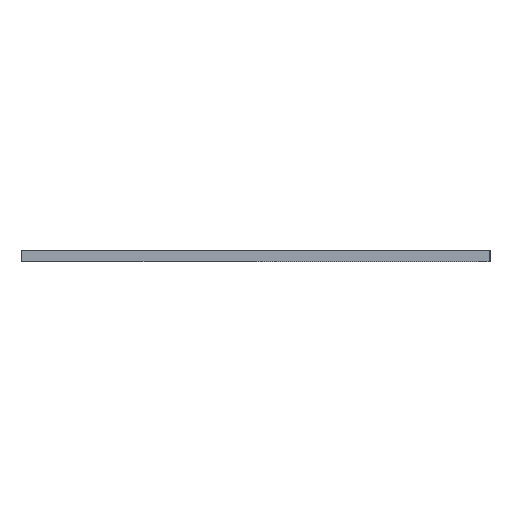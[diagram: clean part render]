
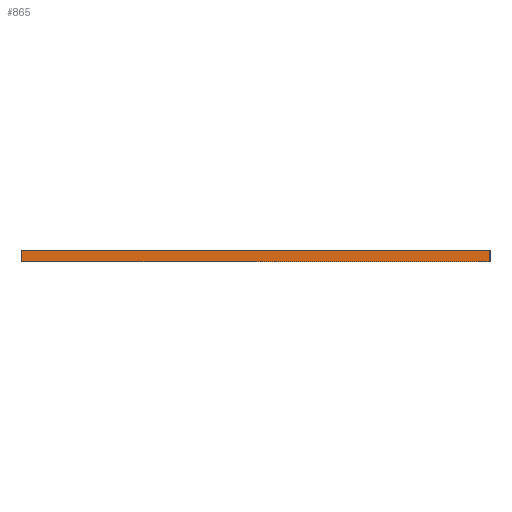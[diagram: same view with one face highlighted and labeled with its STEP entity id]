
A CAD part, left-side view. The second image highlights one B-rep face of the part: STEP entity #865.
In plain terms, the highlighted planar face has unit normal (-1, 0, 0).
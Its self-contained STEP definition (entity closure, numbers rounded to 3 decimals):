
#121=FACE_OUTER_BOUND('',#163,.T.);
#163=EDGE_LOOP('',(#707,#708,#709,#710));
#263=LINE('',#1424,#351);
#264=LINE('',#1426,#352);
#265=LINE('',#1428,#353);
#266=LINE('',#1429,#354);
#351=VECTOR('',#1179,10.);
#352=VECTOR('',#1180,10.);
#353=VECTOR('',#1181,10.);
#354=VECTOR('',#1182,10.);
#435=VERTEX_POINT('',#1422);
#436=VERTEX_POINT('',#1423);
#437=VERTEX_POINT('',#1425);
#438=VERTEX_POINT('',#1427);
#551=EDGE_CURVE('',#435,#436,#263,.T.);
#552=EDGE_CURVE('',#435,#437,#264,.T.);
#553=EDGE_CURVE('',#438,#437,#265,.T.);
#554=EDGE_CURVE('',#436,#438,#266,.T.);
#707=ORIENTED_EDGE('',*,*,#551,.F.);
#708=ORIENTED_EDGE('',*,*,#552,.T.);
#709=ORIENTED_EDGE('',*,*,#553,.F.);
#710=ORIENTED_EDGE('',*,*,#554,.F.);
#823=PLANE('',#954);
#865=ADVANCED_FACE('',(#121),#823,.T.);
#954=AXIS2_PLACEMENT_3D('',#1421,#1177,#1178);
#1177=DIRECTION('center_axis',(-1.,0.,0.));
#1178=DIRECTION('ref_axis',(0.,-1.,0.));
#1179=DIRECTION('',(0.,1.,0.));
#1180=DIRECTION('',(0.,0.,1.));
#1181=DIRECTION('',(0.,-1.,0.));
#1182=DIRECTION('',(0.,0.,1.));
#1421=CARTESIAN_POINT('Origin',(-13.793,-5.548,0.));
#1422=CARTESIAN_POINT('',(-13.793,-68.706,0.));
#1423=CARTESIAN_POINT('',(-13.793,-5.548,0.));
#1424=CARTESIAN_POINT('',(-13.793,-68.706,0.));
#1425=CARTESIAN_POINT('',(-13.793,-68.706,1.5));
#1426=CARTESIAN_POINT('',(-13.793,-68.706,0.));
#1427=CARTESIAN_POINT('',(-13.793,-5.548,1.5));
#1428=CARTESIAN_POINT('',(-13.793,-68.706,1.5));
#1429=CARTESIAN_POINT('',(-13.793,-5.548,0.));
